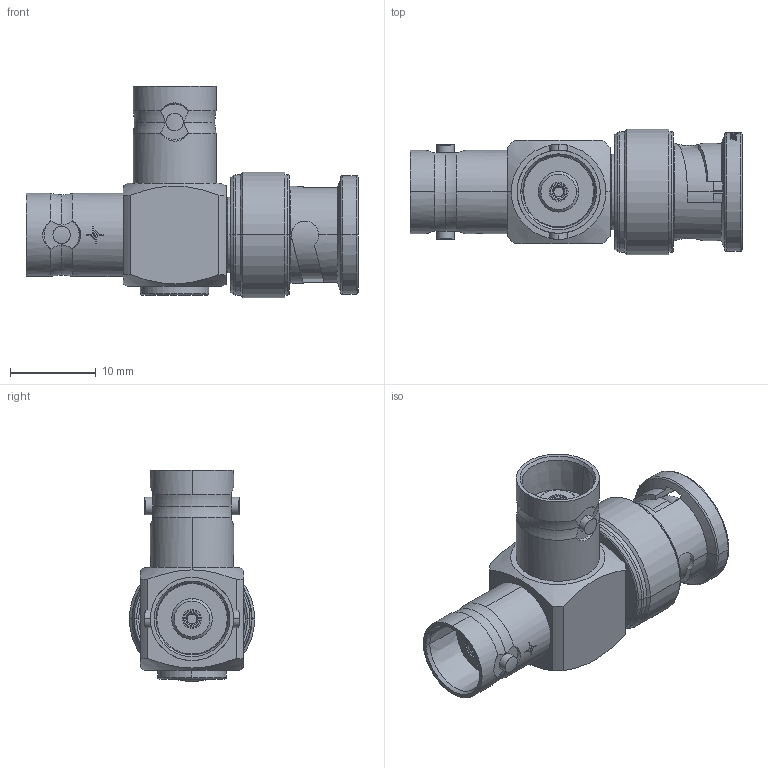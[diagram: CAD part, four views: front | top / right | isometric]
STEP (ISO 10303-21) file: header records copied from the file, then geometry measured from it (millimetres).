
FILE_DESCRIPTION (( 'STEP AP214' ), '1' );
FILE_NAME ('J01004A0616.STEP', '2018-11-20T09:56:45', ( '' ), ( '' ), 'SwSTEP 2.0', 'SolidWorks 2017', '' );
FILE_SCHEMA (( 'AUTOMOTIVE_DESIGN' ));
Length unit declared in the file: millimetre
Products named in the file (1): J01004A0616
Bounding box: 38.65 x 14.6 x 24.6 mm (x, y, z)
Volume: 4718.3 mm3; surface area: 3083.5 mm2
Topology: 1 solids, 1 shells, 472 faces, 1208 edges, 790 vertices
Faces by surface type: plane 164, cylinder 122, bspline 78, cone 64, torus 44
Entity records: 22784 total; most frequent: CARTESIAN_POINT 6923, ORIENTED_EDGE 2416, DIRECTION 1972, EDGE_CURVE 1208, VERTEX_POINT 790, AXIS2_PLACEMENT_3D 744, EDGE_LOOP 528, LINE 484
